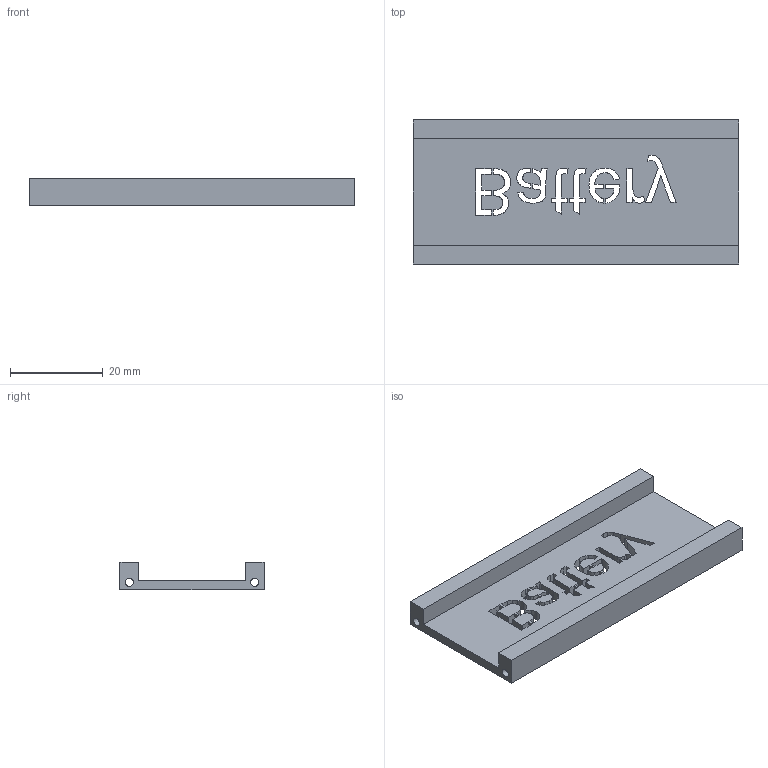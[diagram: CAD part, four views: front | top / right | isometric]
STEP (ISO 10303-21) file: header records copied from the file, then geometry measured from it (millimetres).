
FILE_DESCRIPTION(/* description */ (''),/* implementation_level */ '2;1');
FILE_NAME(/* name */ 'BatterySide.step',/* time_stamp */ '2024-03-07T01:32:00+09:00',/* author */ (''),/* organization */ (''),/* preprocessor_version */ 'ST-DEVELOPER v20',/* originating_system */ 'Autodesk Translation Framework v12.20.1.177',/* authorisation */ '');
FILE_SCHEMA (('AUTOMOTIVE_DESIGN { 1 0 10303 214 3 1 1 }'));
Length unit declared in the file: millimetre
Products named in the file (1): FusionComponent
Bounding box: 70 x 31 x 6 mm (x, y, z)
Volume: 5923.5 mm3; surface area: 6969.6 mm2
Topology: 1 solids, 1 shells, 194 faces, 576 edges, 384 vertices
Faces by surface type: bspline 111, plane 81, cylinder 2
Full cylindrical faces by diameter (mm): 1.8 x2
Entity records: 7593 total; most frequent: CARTESIAN_POINT 3112, ORIENTED_EDGE 1152, EDGE_CURVE 576, DIRECTION 510, VERTEX_POINT 384, LINE 334, VECTOR 334, B_SPLINE_CURVE_WITH_KNOTS 238
